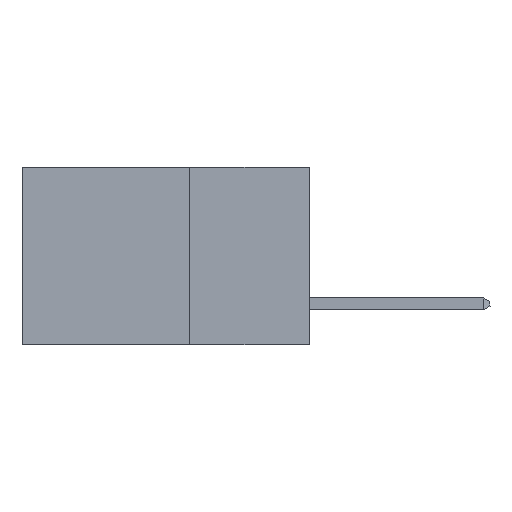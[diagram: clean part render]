
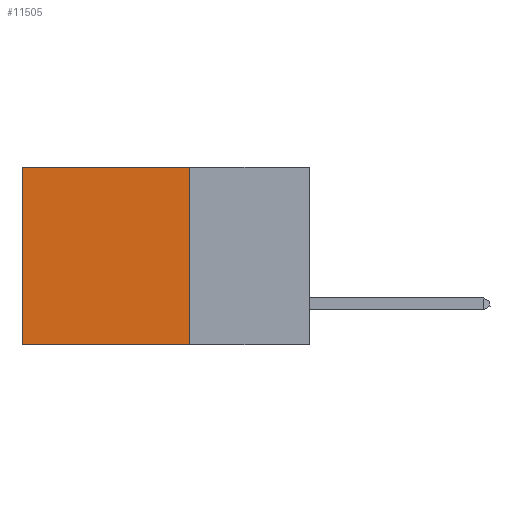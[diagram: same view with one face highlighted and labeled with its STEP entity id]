
A CAD part, left-side view. The second image highlights one B-rep face of the part: STEP entity #11505.
In plain terms, the highlighted planar face has unit normal (-1, 0, 0).
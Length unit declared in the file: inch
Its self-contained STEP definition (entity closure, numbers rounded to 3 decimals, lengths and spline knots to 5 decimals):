
#358 = CARTESIAN_POINT ( 'NONE',  ( 0.2875, 0.25, -0.37 ) ) ;
#386 = EDGE_CURVE ( 'NONE', #15439, #11140, #14065, .T. ) ;
#978 = EDGE_CURVE ( 'NONE', #11140, #4268, #14241, .T. ) ;
#1458 = DIRECTION ( 'NONE',  ( 0., 0., -1. ) ) ;
#1629 = VECTOR ( 'NONE', #15822, 39.37008 ) ;
#2058 = VERTEX_POINT ( 'NONE', #4411 ) ;
#2479 = VECTOR ( 'NONE', #8813, 39.37008 ) ;
#3112 = CARTESIAN_POINT ( 'NONE',  ( 0.2875, 0.25, 0. ) ) ;
#4268 = VERTEX_POINT ( 'NONE', #4841 ) ;
#4411 = CARTESIAN_POINT ( 'NONE',  ( 0.2875, 0.6, 0. ) ) ;
#4580 = AXIS2_PLACEMENT_3D ( 'NONE', #12272, #9725, #1458 ) ;
#4841 = CARTESIAN_POINT ( 'NONE',  ( 0.2875, 0.6, -0.37 ) ) ;
#4886 = CARTESIAN_POINT ( 'NONE',  ( 0.2875, 0.25, -0.37 ) ) ;
#5078 = ORIENTED_EDGE ( 'NONE', *, *, #978, .F. ) ;
#5186 = CARTESIAN_POINT ( 'NONE',  ( 0.2875, 0.6, 0. ) ) ;
#5845 = DIRECTION ( 'NONE',  ( 0., 1., 0. ) ) ;
#5980 = CARTESIAN_POINT ( 'NONE',  ( 0.2875, 0.25, 0. ) ) ;
#7024 = PLANE ( 'NONE',  #4580 ) ;
#7106 = FACE_OUTER_BOUND ( 'NONE', #9848, .T. ) ;
#7234 = VECTOR ( 'NONE', #5845, 39.37008 ) ;
#8813 = DIRECTION ( 'NONE',  ( 0., 0., -1. ) ) ;
#9533 = EDGE_CURVE ( 'NONE', #15439, #2058, #17018, .T. ) ;
#9725 = DIRECTION ( 'NONE',  ( 1., 0., 0. ) ) ;
#9848 = EDGE_LOOP ( 'NONE', ( #11231, #5078, #17029, #12069 ) ) ;
#11140 = VERTEX_POINT ( 'NONE', #4886 ) ;
#11231 = ORIENTED_EDGE ( 'NONE', *, *, #12560, .T. ) ;
#11505 = ADVANCED_FACE ( 'NONE', ( #7106 ), #7024, .F. ) ;
#12069 = ORIENTED_EDGE ( 'NONE', *, *, #9533, .T. ) ;
#12272 = CARTESIAN_POINT ( 'NONE',  ( 0.2875, 0.25, 0. ) ) ;
#12560 = EDGE_CURVE ( 'NONE', #2058, #4268, #15924, .T. ) ;
#12613 = CARTESIAN_POINT ( 'NONE',  ( 0.2875, 0.25, 0. ) ) ;
#13564 = VECTOR ( 'NONE', #16467, 39.37008 ) ;
#14065 = LINE ( 'NONE', #12613, #2479 ) ;
#14241 = LINE ( 'NONE', #358, #7234 ) ;
#15439 = VERTEX_POINT ( 'NONE', #5980 ) ;
#15822 = DIRECTION ( 'NONE',  ( 0., 0., -1. ) ) ;
#15924 = LINE ( 'NONE', #5186, #1629 ) ;
#16467 = DIRECTION ( 'NONE',  ( 0., 1., 0. ) ) ;
#17018 = LINE ( 'NONE', #3112, #13564 ) ;
#17029 = ORIENTED_EDGE ( 'NONE', *, *, #386, .F. ) ;
